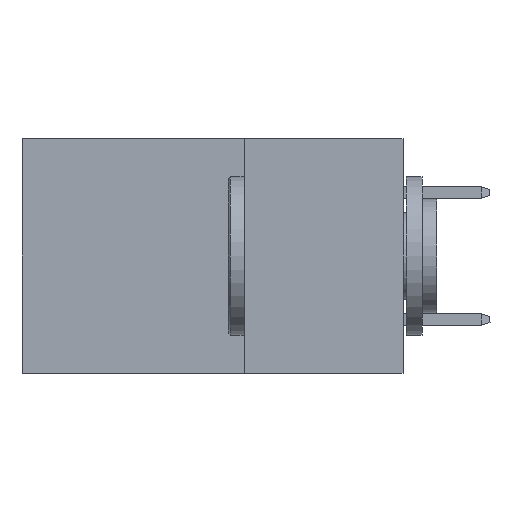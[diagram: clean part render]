
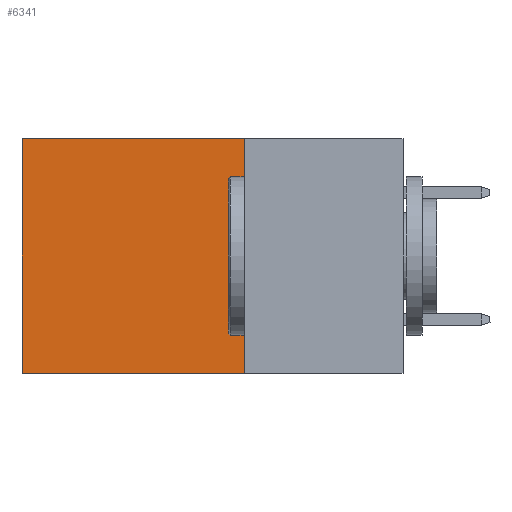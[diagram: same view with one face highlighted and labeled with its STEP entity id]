
A CAD part, left-side view. The second image highlights one B-rep face of the part: STEP entity #6341.
In plain terms, the highlighted planar face has unit normal (-1, 0, 0).
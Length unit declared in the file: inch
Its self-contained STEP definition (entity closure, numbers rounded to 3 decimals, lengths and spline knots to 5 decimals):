
#402 = CARTESIAN_POINT ( 'NONE',  ( 0.2875, 0.25, 0. ) ) ;
#1188 = DIRECTION ( 'NONE',  ( 0., 0., -1. ) ) ;
#1474 = VERTEX_POINT ( 'NONE', #2183 ) ;
#2183 = CARTESIAN_POINT ( 'NONE',  ( 0.2875, 0.6, -0.37 ) ) ;
#2542 = ORIENTED_EDGE ( 'NONE', *, *, #10819, .T. ) ;
#2721 = CARTESIAN_POINT ( 'NONE',  ( 0.2875, 0.25, 0. ) ) ;
#3341 = ORIENTED_EDGE ( 'NONE', *, *, #9255, .T. ) ;
#3495 = CARTESIAN_POINT ( 'NONE',  ( 0.2875, 0.25, 0. ) ) ;
#3653 = EDGE_LOOP ( 'NONE', ( #3341, #7936, #3709, #2542 ) ) ;
#3709 = ORIENTED_EDGE ( 'NONE', *, *, #11278, .F. ) ;
#3966 = DIRECTION ( 'NONE',  ( 0., 1., 0. ) ) ;
#4094 = VECTOR ( 'NONE', #6059, 39.37008 ) ;
#4141 = VECTOR ( 'NONE', #9273, 39.37008 ) ;
#4339 = LINE ( 'NONE', #11596, #9336 ) ;
#4419 = CARTESIAN_POINT ( 'NONE',  ( 0.2875, 0.25, -0.37 ) ) ;
#5572 = VERTEX_POINT ( 'NONE', #4419 ) ;
#6059 = DIRECTION ( 'NONE',  ( 0., 1., 0. ) ) ;
#6341 = ADVANCED_FACE ( 'NONE', ( #12830 ), #7854, .F. ) ;
#6845 = DIRECTION ( 'NONE',  ( 0., 0., -1. ) ) ;
#7013 = VERTEX_POINT ( 'NONE', #402 ) ;
#7854 = PLANE ( 'NONE',  #8159 ) ;
#7936 = ORIENTED_EDGE ( 'NONE', *, *, #8353, .F. ) ;
#8037 = VECTOR ( 'NONE', #3966, 39.37008 ) ;
#8159 = AXIS2_PLACEMENT_3D ( 'NONE', #3495, #13029, #6845 ) ;
#8188 = LINE ( 'NONE', #2721, #8037 ) ;
#8353 = EDGE_CURVE ( 'NONE', #5572, #1474, #13402, .T. ) ;
#9255 = EDGE_CURVE ( 'NONE', #12475, #1474, #4339, .T. ) ;
#9273 = DIRECTION ( 'NONE',  ( 0., 0., -1. ) ) ;
#9336 = VECTOR ( 'NONE', #1188, 39.37008 ) ;
#10178 = CARTESIAN_POINT ( 'NONE',  ( 0.2875, 0.25, -0.37 ) ) ;
#10304 = LINE ( 'NONE', #13552, #4141 ) ;
#10819 = EDGE_CURVE ( 'NONE', #7013, #12475, #8188, .T. ) ;
#11278 = EDGE_CURVE ( 'NONE', #7013, #5572, #10304, .T. ) ;
#11596 = CARTESIAN_POINT ( 'NONE',  ( 0.2875, 0.6, 0. ) ) ;
#12107 = CARTESIAN_POINT ( 'NONE',  ( 0.2875, 0.6, 0. ) ) ;
#12475 = VERTEX_POINT ( 'NONE', #12107 ) ;
#12830 = FACE_OUTER_BOUND ( 'NONE', #3653, .T. ) ;
#13029 = DIRECTION ( 'NONE',  ( 1., 0., 0. ) ) ;
#13402 = LINE ( 'NONE', #10178, #4094 ) ;
#13552 = CARTESIAN_POINT ( 'NONE',  ( 0.2875, 0.25, 0. ) ) ;
